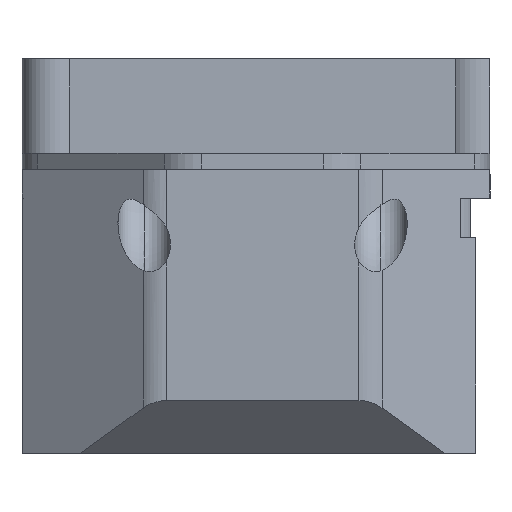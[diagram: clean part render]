
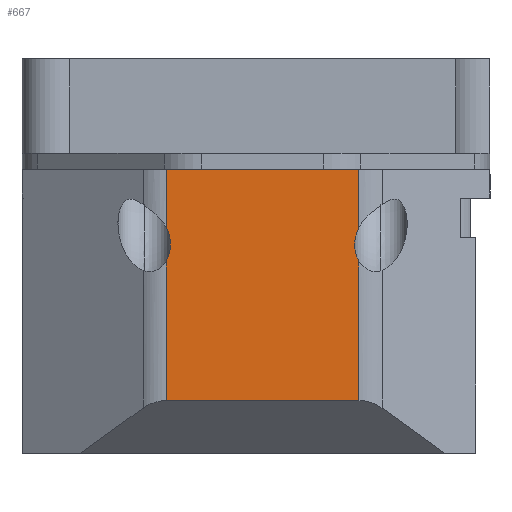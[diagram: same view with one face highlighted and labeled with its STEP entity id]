
A CAD part, front view. The second image highlights one B-rep face of the part: STEP entity #667.
In plain terms, the highlighted planar face has unit normal (0, -1, 0).
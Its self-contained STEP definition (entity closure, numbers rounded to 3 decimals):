
#4 = VERTEX_POINT ( 'NONE', #1443 ) ;
#18 = DIRECTION ( 'NONE',  ( 0., 0., -1. ) ) ;
#28 = LINE ( 'NONE', #483, #1429 ) ;
#30 = EDGE_CURVE ( 'NONE', #418, #1009, #282, .T. ) ;
#51 = CARTESIAN_POINT ( 'NONE',  ( -1.833, 0., -2.9 ) ) ;
#77 = CARTESIAN_POINT ( 'NONE',  ( 1.751, 0., 0.185 ) ) ;
#97 = CARTESIAN_POINT ( 'NONE',  ( 1.833, 0., 0. ) ) ;
#116 = B_SPLINE_CURVE_WITH_KNOTS ( 'NONE', 3,
 ( #405, #421, #77, #1104, #1362, #1327 ),
 .UNSPECIFIED., .F., .F.,
 ( 4, 2, 4 ),
 ( 0.003, 0.003, 0.003 ),
 .UNSPECIFIED. ) ;
#131 = CARTESIAN_POINT ( 'NONE',  ( 1.833, 0., 1.5 ) ) ;
#144 = LINE ( 'NONE', #365, #1495 ) ;
#148 = CARTESIAN_POINT ( 'NONE',  ( -1.833, 0., 1.5 ) ) ;
#183 = CARTESIAN_POINT ( 'NONE',  ( 1.833, 0., -2.9 ) ) ;
#195 = VECTOR ( 'NONE', #1117, 1000. ) ;
#204 = ORIENTED_EDGE ( 'NONE', *, *, #30, .T. ) ;
#220 = CARTESIAN_POINT ( 'NONE',  ( -1.751, 0., 0.186 ) ) ;
#233 = EDGE_CURVE ( 'NONE', #1482, #1022, #28, .T. ) ;
#244 = VECTOR ( 'NONE', #905, 1000. ) ;
#277 = FACE_OUTER_BOUND ( 'NONE', #1244, .T. ) ;
#282 = LINE ( 'NONE', #738, #552 ) ;
#354 = VERTEX_POINT ( 'NONE', #183 ) ;
#365 = CARTESIAN_POINT ( 'NONE',  ( 0., 0., -2.9 ) ) ;
#386 = CARTESIAN_POINT ( 'NONE',  ( 1.833, 0., 0.396 ) ) ;
#403 = VERTEX_POINT ( 'NONE', #878 ) ;
#405 = CARTESIAN_POINT ( 'NONE',  ( 1.833, 0., 0.396 ) ) ;
#418 = VERTEX_POINT ( 'NONE', #1332 ) ;
#421 = CARTESIAN_POINT ( 'NONE',  ( 1.78, 0., 0.297 ) ) ;
#466 = CARTESIAN_POINT ( 'NONE',  ( -1.78, 0., 0.297 ) ) ;
#469 = DIRECTION ( 'NONE',  ( 1., 0., 0. ) ) ;
#483 = CARTESIAN_POINT ( 'NONE',  ( 1.833, 0., 0. ) ) ;
#523 = ORIENTED_EDGE ( 'NONE', *, *, #1037, .T. ) ;
#552 = VECTOR ( 'NONE', #852, 1000. ) ;
#565 = ORIENTED_EDGE ( 'NONE', *, *, #917, .F. ) ;
#583 = VERTEX_POINT ( 'NONE', #1324 ) ;
#597 = PLANE ( 'NONE',  #1333 ) ;
#667 = ADVANCED_FACE ( 'NONE', ( #277 ), #597, .T. ) ;
#733 = DIRECTION ( 'NONE',  ( 0., 0., 1. ) ) ;
#738 = CARTESIAN_POINT ( 'NONE',  ( -1.833, 0., 0.64 ) ) ;
#763 = EDGE_CURVE ( 'NONE', #403, #583, #1004, .T. ) ;
#768 = EDGE_CURVE ( 'NONE', #1482, #4, #116, .T. ) ;
#852 = DIRECTION ( 'NONE',  ( 0., 0., -1. ) ) ;
#878 = CARTESIAN_POINT ( 'NONE',  ( -1.833, 0., -0.245 ) ) ;
#879 = ORIENTED_EDGE ( 'NONE', *, *, #768, .F. ) ;
#891 = ORIENTED_EDGE ( 'NONE', *, *, #1149, .T. ) ;
#897 = ORIENTED_EDGE ( 'NONE', *, *, #233, .T. ) ;
#902 = CARTESIAN_POINT ( 'NONE',  ( -1.749, 0., -0.036 ) ) ;
#905 = DIRECTION ( 'NONE',  ( 0., 0., 1. ) ) ;
#917 = EDGE_CURVE ( 'NONE', #403, #1009, #1164, .T. ) ;
#928 = CARTESIAN_POINT ( 'NONE',  ( -1.833, 0., 0.396 ) ) ;
#1004 = LINE ( 'NONE', #51, #195 ) ;
#1009 = VERTEX_POINT ( 'NONE', #1396 ) ;
#1022 = VERTEX_POINT ( 'NONE', #131 ) ;
#1023 = VECTOR ( 'NONE', #469, 1000. ) ;
#1037 = EDGE_CURVE ( 'NONE', #583, #354, #144, .T. ) ;
#1058 = DIRECTION ( 'NONE',  ( 0., -1., 0. ) ) ;
#1104 = CARTESIAN_POINT ( 'NONE',  ( 1.749, 0., -0.036 ) ) ;
#1117 = DIRECTION ( 'NONE',  ( 0., 0., -1. ) ) ;
#1146 = ORIENTED_EDGE ( 'NONE', *, *, #763, .T. ) ;
#1149 = EDGE_CURVE ( 'NONE', #354, #4, #1252, .T. ) ;
#1164 = B_SPLINE_CURVE_WITH_KNOTS ( 'NONE', 3,
 ( #1262, #1492, #902, #220, #466, #928 ),
 .UNSPECIFIED., .F., .F.,
 ( 4, 2, 4 ),
 ( 0.001, 0.001, 0.001 ),
 .UNSPECIFIED. ) ;
#1166 = ORIENTED_EDGE ( 'NONE', *, *, #1254, .F. ) ;
#1167 = LINE ( 'NONE', #148, #1023 ) ;
#1169 = DIRECTION ( 'NONE',  ( 1., 0., 0. ) ) ;
#1244 = EDGE_LOOP ( 'NONE', ( #879, #897, #1166, #204, #565, #1146, #523, #891 ) ) ;
#1252 = LINE ( 'NONE', #97, #244 ) ;
#1254 = EDGE_CURVE ( 'NONE', #418, #1022, #1167, .T. ) ;
#1262 = CARTESIAN_POINT ( 'NONE',  ( -1.833, 0., -0.245 ) ) ;
#1324 = CARTESIAN_POINT ( 'NONE',  ( -1.833, 0., -2.9 ) ) ;
#1327 = CARTESIAN_POINT ( 'NONE',  ( 1.833, 0., -0.245 ) ) ;
#1332 = CARTESIAN_POINT ( 'NONE',  ( -1.833, 0., 1.5 ) ) ;
#1333 = AXIS2_PLACEMENT_3D ( 'NONE', #1408, #1058, #18 ) ;
#1362 = CARTESIAN_POINT ( 'NONE',  ( 1.776, 0., -0.148 ) ) ;
#1396 = CARTESIAN_POINT ( 'NONE',  ( -1.833, 0., 0.396 ) ) ;
#1408 = CARTESIAN_POINT ( 'NONE',  ( 0., 0., 0. ) ) ;
#1429 = VECTOR ( 'NONE', #733, 1000. ) ;
#1443 = CARTESIAN_POINT ( 'NONE',  ( 1.833, 0., -0.245 ) ) ;
#1482 = VERTEX_POINT ( 'NONE', #386 ) ;
#1492 = CARTESIAN_POINT ( 'NONE',  ( -1.776, 0., -0.149 ) ) ;
#1495 = VECTOR ( 'NONE', #1169, 1000. ) ;
